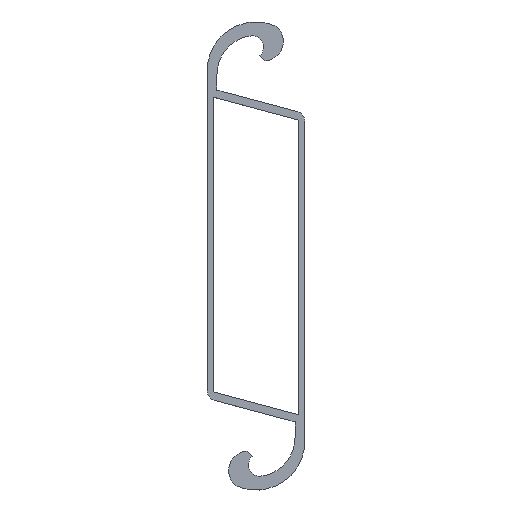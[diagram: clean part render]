
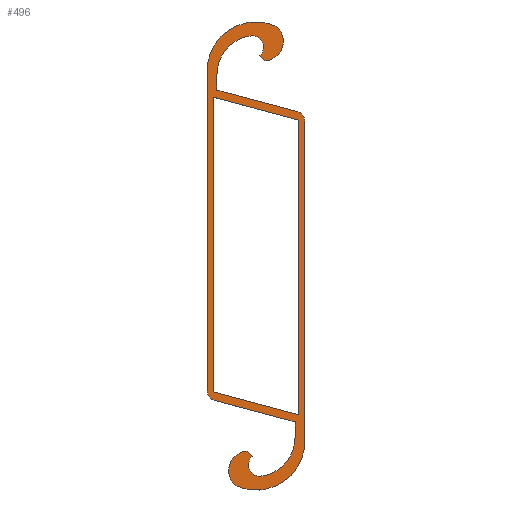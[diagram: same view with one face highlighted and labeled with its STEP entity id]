
A CAD part, top view. The second image highlights one B-rep face of the part: STEP entity #496.
In plain terms, the highlighted planar face has unit normal (0, 0, 1).
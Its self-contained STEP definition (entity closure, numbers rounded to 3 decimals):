
#49=CARTESIAN_POINT('',(-10.644,-36.995,0.5));
#50=VERTEX_POINT('',#49);
#51=CARTESIAN_POINT('',(-12.5,-34.579,0.5));
#52=VERTEX_POINT('',#51);
#53=CARTESIAN_POINT('',(-10.0,-34.579,0.5));
#54=DIRECTION('',(0.0,0.0,-1.));
#55=DIRECTION('',(-0.793,-0.609,0.0));
#56=AXIS2_PLACEMENT_3D('',#53,#54,#55);
#57=CIRCLE('',#56,2.5);
#58=EDGE_CURVE('',#50,#52,#57,.T.);
#100=CARTESIAN_POINT('',(10.,-42.5,0.5));
#101=VERTEX_POINT('',#100);
#108=CARTESIAN_POINT('',(10.,-42.5,0.5));
#109=DIRECTION('',(-0.966,0.258,0.0));
#110=VECTOR('',#109,21.366);
#111=LINE('',#108,#110);
#112=EDGE_CURVE('',#101,#50,#111,.T.);
#301=CARTESIAN_POINT('',(10.644,36.995,0.5));
#302=VERTEX_POINT('',#301);
#303=CARTESIAN_POINT('',(12.5,34.579,0.5));
#304=VERTEX_POINT('',#303);
#305=CARTESIAN_POINT('',(10.,34.579,0.5));
#306=DIRECTION('',(0.0,0.0,-1.));
#307=DIRECTION('',(0.793,0.609,0.0));
#308=AXIS2_PLACEMENT_3D('',#305,#306,#307);
#309=CIRCLE('',#308,2.5);
#310=EDGE_CURVE('',#302,#304,#309,.T.);
#328=CARTESIAN_POINT('',(1.56,-31.422,0.5));
#329=DIRECTION('',(0.0,0.0,1.0));
#330=DIRECTION('',(1.0,0.0,0.0));
#331=AXIS2_PLACEMENT_3D('',#328,#329,#330);
#332=PLANE('',#331);
#333=ORIENTED_EDGE('',*,*,#58,.F.);
#334=ORIENTED_EDGE('',*,*,#112,.F.);
#335=CARTESIAN_POINT('',(10.,-46.5,0.5));
#336=VERTEX_POINT('',#335);
#337=CARTESIAN_POINT('',(10.,-46.5,0.5));
#338=DIRECTION('',(0.0,1.0,0.0));
#339=VECTOR('',#338,4.);
#340=LINE('',#337,#339);
#341=EDGE_CURVE('',#336,#101,#340,.T.);
#342=ORIENTED_EDGE('',*,*,#341,.F.);
#343=CARTESIAN_POINT('',(0.711,-56.475,0.5));
#344=VERTEX_POINT('',#343);
#345=CARTESIAN_POINT('',(0.0,-46.5,0.5));
#346=DIRECTION('',(0.0,0.0,1.));
#347=DIRECTION('',(-0.071,0.997,0.0));
#348=AXIS2_PLACEMENT_3D('',#345,#346,#347);
#349=CIRCLE('',#348,10.);
#350=EDGE_CURVE('',#344,#336,#349,.T.);
#351=ORIENTED_EDGE('',*,*,#350,.F.);
#352=CARTESIAN_POINT('',(-0.975,-51.334,0.5));
#353=VERTEX_POINT('',#352);
#354=CARTESIAN_POINT('',(1.1,-53.5,0.5));
#355=DIRECTION('',(0.0,0.0,1.0));
#356=DIRECTION('',(0.692,-0.722,0.0));
#357=AXIS2_PLACEMENT_3D('',#354,#355,#356);
#358=CIRCLE('',#357,3.);
#359=EDGE_CURVE('',#353,#344,#358,.T.);
#360=ORIENTED_EDGE('',*,*,#359,.F.);
#361=CARTESIAN_POINT('',(-2.3,-50.009,0.5));
#362=VERTEX_POINT('',#361);
#363=CARTESIAN_POINT('',(-2.3,-50.009,0.5));
#364=DIRECTION('',(0.707,-0.707,0.0));
#365=VECTOR('',#364,1.873);
#366=LINE('',#363,#365);
#367=EDGE_CURVE('',#362,#353,#366,.T.);
#368=ORIENTED_EDGE('',*,*,#367,.F.);
#369=CARTESIAN_POINT('',(-5.131,-58.898,0.5));
#370=VERTEX_POINT('',#369);
#371=CARTESIAN_POINT('',(-2.,-55.0,0.5));
#372=DIRECTION('',(0.0,0.0,-1.));
#373=DIRECTION('',(-0.06,0.998,0.0));
#374=AXIS2_PLACEMENT_3D('',#371,#372,#373);
#375=CIRCLE('',#374,5.);
#376=EDGE_CURVE('',#370,#362,#375,.T.);
#377=ORIENTED_EDGE('',*,*,#376,.F.);
#378=CARTESIAN_POINT('',(12.5,-47.5,0.5));
#379=VERTEX_POINT('',#378);
#380=CARTESIAN_POINT('',(0.0,-47.5,0.5));
#381=DIRECTION('',(0.0,0.0,-1.));
#382=DIRECTION('',(-0.41,-0.912,0.0));
#383=AXIS2_PLACEMENT_3D('',#380,#381,#382);
#384=CIRCLE('',#383,12.5);
#385=EDGE_CURVE('',#379,#370,#384,.T.);
#386=ORIENTED_EDGE('',*,*,#385,.F.);
#387=CARTESIAN_POINT('',(12.5,34.579,0.5));
#388=DIRECTION('',(0.0,-1.0,0.0));
#389=VECTOR('',#388,82.079);
#390=LINE('',#387,#389);
#391=EDGE_CURVE('',#304,#379,#390,.T.);
#392=ORIENTED_EDGE('',*,*,#391,.F.);
#393=ORIENTED_EDGE('',*,*,#310,.F.);
#394=CARTESIAN_POINT('',(-10.,42.5,0.5));
#395=VERTEX_POINT('',#394);
#396=CARTESIAN_POINT('',(-10.,42.5,0.5));
#397=DIRECTION('',(0.966,-0.258,0.0));
#398=VECTOR('',#397,21.366);
#399=LINE('',#396,#398);
#400=EDGE_CURVE('',#395,#302,#399,.T.);
#401=ORIENTED_EDGE('',*,*,#400,.F.);
#402=CARTESIAN_POINT('',(-10.,46.5,0.5));
#403=VERTEX_POINT('',#402);
#404=CARTESIAN_POINT('',(-10.,46.5,0.5));
#405=DIRECTION('',(0.0,-1.0,0.0));
#406=VECTOR('',#405,4.);
#407=LINE('',#404,#406);
#408=EDGE_CURVE('',#403,#395,#407,.T.);
#409=ORIENTED_EDGE('',*,*,#408,.F.);
#410=CARTESIAN_POINT('',(-0.711,56.475,0.5));
#411=VERTEX_POINT('',#410);
#412=CARTESIAN_POINT('',(0.0,46.5,0.5));
#413=DIRECTION('',(0.0,0.0,1.));
#414=DIRECTION('',(0.071,-0.997,0.0));
#415=AXIS2_PLACEMENT_3D('',#412,#413,#414);
#416=CIRCLE('',#415,10.);
#417=EDGE_CURVE('',#411,#403,#416,.T.);
#418=ORIENTED_EDGE('',*,*,#417,.F.);
#419=CARTESIAN_POINT('',(0.975,51.334,0.5));
#420=VERTEX_POINT('',#419);
#421=CARTESIAN_POINT('',(-1.1,53.5,0.5));
#422=DIRECTION('',(0.0,0.0,1.0));
#423=DIRECTION('',(-0.692,0.722,0.0));
#424=AXIS2_PLACEMENT_3D('',#421,#422,#423);
#425=CIRCLE('',#424,3.);
#426=EDGE_CURVE('',#420,#411,#425,.T.);
#427=ORIENTED_EDGE('',*,*,#426,.F.);
#428=CARTESIAN_POINT('',(2.3,50.009,0.5));
#429=VERTEX_POINT('',#428);
#430=CARTESIAN_POINT('',(2.3,50.009,0.5));
#431=DIRECTION('',(-0.707,0.707,0.0));
#432=VECTOR('',#431,1.873);
#433=LINE('',#430,#432);
#434=EDGE_CURVE('',#429,#420,#433,.T.);
#435=ORIENTED_EDGE('',*,*,#434,.F.);
#436=CARTESIAN_POINT('',(5.131,58.898,0.5));
#437=VERTEX_POINT('',#436);
#438=CARTESIAN_POINT('',(2.,55.0,0.5));
#439=DIRECTION('',(0.0,0.0,-1.));
#440=DIRECTION('',(0.06,-0.998,0.0));
#441=AXIS2_PLACEMENT_3D('',#438,#439,#440);
#442=CIRCLE('',#441,5.);
#443=EDGE_CURVE('',#437,#429,#442,.T.);
#444=ORIENTED_EDGE('',*,*,#443,.F.);
#445=CARTESIAN_POINT('',(-12.5,47.5,0.5));
#446=VERTEX_POINT('',#445);
#447=CARTESIAN_POINT('',(0.0,47.5,0.5));
#448=DIRECTION('',(0.0,0.0,-1.));
#449=DIRECTION('',(0.41,0.912,0.0));
#450=AXIS2_PLACEMENT_3D('',#447,#448,#449);
#451=CIRCLE('',#450,12.5);
#452=EDGE_CURVE('',#446,#437,#451,.T.);
#453=ORIENTED_EDGE('',*,*,#452,.F.);
#454=CARTESIAN_POINT('',(-12.5,-34.579,0.5));
#455=DIRECTION('',(0.0,1.0,0.0));
#456=VECTOR('',#455,82.079);
#457=LINE('',#454,#456);
#458=EDGE_CURVE('',#52,#446,#457,.T.);
#459=ORIENTED_EDGE('',*,*,#458,.F.);
#460=EDGE_LOOP('',(#333,#334,#342,#351,#360,#368,#377,#386,#392,#393,#401,#409,#418,#427,#435,#444,#453,#459));
#461=FACE_OUTER_BOUND('',#460,.T.);
#462=CARTESIAN_POINT('',(-11.0,40.697,0.5));
#463=VERTEX_POINT('',#462);
#464=CARTESIAN_POINT('',(11.0,34.83,0.5));
#465=VERTEX_POINT('',#464);
#466=CARTESIAN_POINT('',(-11.0,40.697,0.5));
#467=DIRECTION('',(0.966,-0.258,0.0));
#468=VECTOR('',#467,22.769);
#469=LINE('',#466,#468);
#470=EDGE_CURVE('',#463,#465,#469,.T.);
#471=ORIENTED_EDGE('',*,*,#470,.T.);
#472=CARTESIAN_POINT('',(11.0,-40.697,0.5));
#473=VERTEX_POINT('',#472);
#474=CARTESIAN_POINT('',(11.0,34.83,0.5));
#475=DIRECTION('',(0.0,-1.0,0.0));
#476=VECTOR('',#475,75.527);
#477=LINE('',#474,#476);
#478=EDGE_CURVE('',#465,#473,#477,.T.);
#479=ORIENTED_EDGE('',*,*,#478,.T.);
#480=CARTESIAN_POINT('',(-11.0,-34.83,0.5));
#481=VERTEX_POINT('',#480);
#482=CARTESIAN_POINT('',(11.0,-40.697,0.5));
#483=DIRECTION('',(-0.966,0.258,0.0));
#484=VECTOR('',#483,22.769);
#485=LINE('',#482,#484);
#486=EDGE_CURVE('',#473,#481,#485,.T.);
#487=ORIENTED_EDGE('',*,*,#486,.T.);
#488=CARTESIAN_POINT('',(-11.0,-34.83,0.5));
#489=DIRECTION('',(0.0,1.0,0.0));
#490=VECTOR('',#489,75.527);
#491=LINE('',#488,#490);
#492=EDGE_CURVE('',#481,#463,#491,.T.);
#493=ORIENTED_EDGE('',*,*,#492,.T.);
#494=EDGE_LOOP('',(#471,#479,#487,#493));
#495=FACE_BOUND('',#494,.T.);
#496=ADVANCED_FACE('',(#461,#495),#332,.T.);
